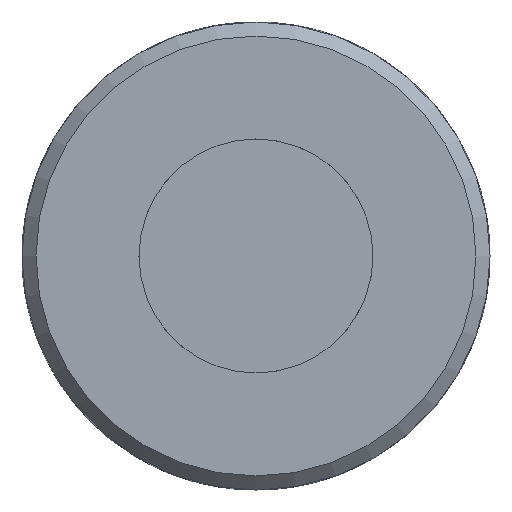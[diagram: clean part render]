
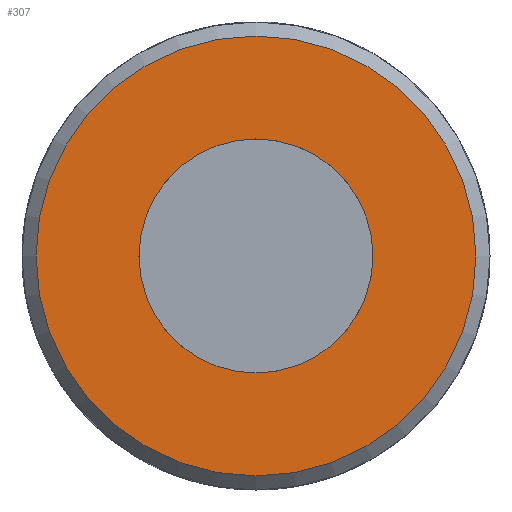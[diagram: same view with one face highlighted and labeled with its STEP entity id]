
A CAD part, left-side view. The second image highlights one B-rep face of the part: STEP entity #307.
In plain terms, the highlighted planar face has unit normal (-1, 0, 0).
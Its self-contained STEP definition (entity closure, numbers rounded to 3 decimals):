
#307 = ADVANCED_FACE( '', ( #612, #613 ), #614, .T. );
#612 = FACE_BOUND( '', #896, .T. );
#613 = FACE_OUTER_BOUND( '', #897, .T. );
#614 = PLANE( '', #898 );
#896 = EDGE_LOOP( '', ( #1464 ) );
#897 = EDGE_LOOP( '', ( #1465 ) );
#898 = AXIS2_PLACEMENT_3D( '', #1466, #1467, #1468 );
#1464 = ORIENTED_EDGE( '', *, *, #1638, .T. );
#1465 = ORIENTED_EDGE( '', *, *, #1674, .F. );
#1466 = CARTESIAN_POINT( '', ( 0., 23.5, 0. ) );
#1467 = DIRECTION( '', ( -1., 0., 0. ) );
#1468 = DIRECTION( '', ( 0., 0., 1. ) );
#1638 = EDGE_CURVE( '', #1940, #1940, #1941, .T. );
#1674 = EDGE_CURVE( '', #1985, #1985, #1986, .T. );
#1940 = VERTEX_POINT( '', #3156 );
#1941 = CIRCLE( '', #3157, 12.5 );
#1985 = VERTEX_POINT( '', #3311 );
#1986 = CIRCLE( '', #3312, 23.5 );
#3156 = CARTESIAN_POINT( '', ( 0., 0., -12.5 ) );
#3157 = AXIS2_PLACEMENT_3D( '', #3508, #3509, #3510 );
#3311 = CARTESIAN_POINT( '', ( 0., 0., -23.5 ) );
#3312 = AXIS2_PLACEMENT_3D( '', #3534, #3535, #3536 );
#3508 = CARTESIAN_POINT( '', ( 0., 0., 0. ) );
#3509 = DIRECTION( '', ( 1., 0., 0. ) );
#3510 = DIRECTION( '', ( 0., 0., -1. ) );
#3534 = CARTESIAN_POINT( '', ( 0., 0., 0. ) );
#3535 = DIRECTION( '', ( 1., 0., 0. ) );
#3536 = DIRECTION( '', ( 0., 0., -1. ) );
